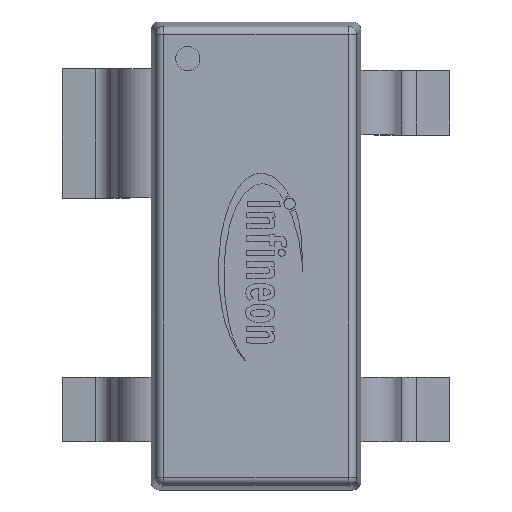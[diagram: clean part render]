
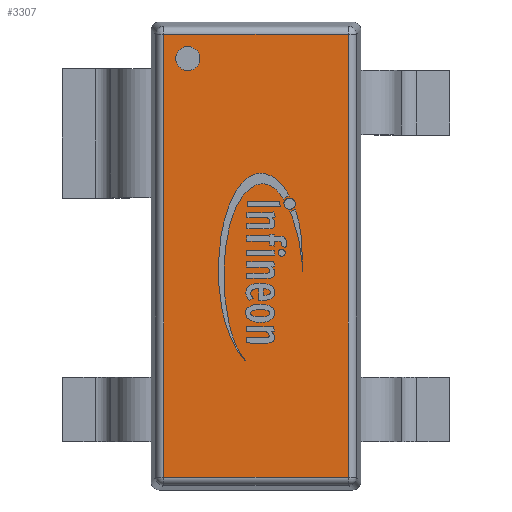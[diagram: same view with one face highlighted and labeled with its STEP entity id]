
A CAD part, top view. The second image highlights one B-rep face of the part: STEP entity #3307.
In plain terms, the highlighted planar face has unit normal (0, 0, 1).
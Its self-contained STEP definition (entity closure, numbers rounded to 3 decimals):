
#88 = CARTESIAN_POINT ( 'NONE',  ( 0.619, -1.372, 0.5 ) ) ;
#579 = PLANE ( 'NONE',  #5502 ) ;
#933 = LINE ( 'NONE', #3349, #4326 ) ;
#1093 = LINE ( 'NONE', #1550, #4332 ) ;
#1150 = VERTEX_POINT ( 'NONE', #7195 ) ;
#1345 = EDGE_CURVE ( 'NONE', #1150, #4502, #5532, .T. ) ;
#1376 = CARTESIAN_POINT ( 'NONE',  ( -0.619, 1.372, 0.5 ) ) ;
#1412 = VERTEX_POINT ( 'NONE', #4879 ) ;
#1475 = DIRECTION ( 'NONE',  ( -1., 0., 0. ) ) ;
#1550 = CARTESIAN_POINT ( 'NONE',  ( 0.572, 1.419, 0.5 ) ) ;
#2359 = DIRECTION ( 'NONE',  ( 1., 0., 0. ) ) ;
#2419 = DIRECTION ( 'NONE',  ( 1., 0., 0. ) ) ;
#2587 = VERTEX_POINT ( 'NONE', #7412 ) ;
#2793 = ORIENTED_EDGE ( 'NONE', *, *, #2901, .T. ) ;
#2804 = CARTESIAN_POINT ( 'NONE',  ( -0.497, 1.222, 0.5 ) ) ;
#2901 = EDGE_CURVE ( 'NONE', #4502, #7745, #1093, .T. ) ;
#2906 = DIRECTION ( 'NONE',  ( 0., 0., 1. ) ) ;
#3183 = ORIENTED_EDGE ( 'NONE', *, *, #6043, .T. ) ;
#3307 = ADVANCED_FACE ( 'NONE', ( #3600, #6049 ), #579, .T. ) ;
#3349 = CARTESIAN_POINT ( 'NONE',  ( -0.572, -1.419, 0.5 ) ) ;
#3506 = EDGE_CURVE ( 'NONE', #7360, #2587, #7689, .T. ) ;
#3600 = FACE_BOUND ( 'NONE', #5766, .T. ) ;
#3672 = DIRECTION ( 'NONE',  ( 1., 0., 0. ) ) ;
#3720 = CARTESIAN_POINT ( 'NONE',  ( -0.422, 1.222, 0.5 ) ) ;
#3955 = DIRECTION ( 'NONE',  ( 0., 1., 0. ) ) ;
#4075 = VECTOR ( 'NONE', #1475, 1000. ) ;
#4132 = VECTOR ( 'NONE', #3672, 1000. ) ;
#4233 = AXIS2_PLACEMENT_3D ( 'NONE', #4864, #2906, #2359 ) ;
#4326 = VECTOR ( 'NONE', #5789, 1000. ) ;
#4332 = VECTOR ( 'NONE', #3955, 1000. ) ;
#4401 = ORIENTED_EDGE ( 'NONE', *, *, #3506, .F. ) ;
#4488 = LINE ( 'NONE', #1376, #4075 ) ;
#4502 = VERTEX_POINT ( 'NONE', #6560 ) ;
#4864 = CARTESIAN_POINT ( 'NONE',  ( -0.422, 1.222, 0.5 ) ) ;
#4879 = CARTESIAN_POINT ( 'NONE',  ( -0.572, 1.372, 0.5 ) ) ;
#4988 = AXIS2_PLACEMENT_3D ( 'NONE', #3720, #5375, #7885 ) ;
#5375 = DIRECTION ( 'NONE',  ( 0., 0., 1. ) ) ;
#5381 = ORIENTED_EDGE ( 'NONE', *, *, #7818, .T. ) ;
#5451 = CARTESIAN_POINT ( 'NONE',  ( 0., 0., 0.5 ) ) ;
#5502 = AXIS2_PLACEMENT_3D ( 'NONE', #5451, #7877, #2419 ) ;
#5532 = LINE ( 'NONE', #88, #4132 ) ;
#5766 = EDGE_LOOP ( 'NONE', ( #7667, #4401 ) ) ;
#5789 = DIRECTION ( 'NONE',  ( 0., -1., 0. ) ) ;
#6018 = CIRCLE ( 'NONE', #4988, 0.075 ) ;
#6043 = EDGE_CURVE ( 'NONE', #7745, #1412, #4488, .T. ) ;
#6049 = FACE_OUTER_BOUND ( 'NONE', #6195, .T. ) ;
#6195 = EDGE_LOOP ( 'NONE', ( #3183, #5381, #7879, #2793 ) ) ;
#6391 = CARTESIAN_POINT ( 'NONE',  ( 0.572, 1.372, 0.5 ) ) ;
#6560 = CARTESIAN_POINT ( 'NONE',  ( 0.572, -1.372, 0.5 ) ) ;
#7186 = EDGE_CURVE ( 'NONE', #2587, #7360, #6018, .T. ) ;
#7195 = CARTESIAN_POINT ( 'NONE',  ( -0.572, -1.372, 0.5 ) ) ;
#7360 = VERTEX_POINT ( 'NONE', #2804 ) ;
#7412 = CARTESIAN_POINT ( 'NONE',  ( -0.347, 1.222, 0.5 ) ) ;
#7667 = ORIENTED_EDGE ( 'NONE', *, *, #7186, .F. ) ;
#7689 = CIRCLE ( 'NONE', #4233, 0.075 ) ;
#7745 = VERTEX_POINT ( 'NONE', #6391 ) ;
#7818 = EDGE_CURVE ( 'NONE', #1412, #1150, #933, .T. ) ;
#7877 = DIRECTION ( 'NONE',  ( 0., 0., 1. ) ) ;
#7879 = ORIENTED_EDGE ( 'NONE', *, *, #1345, .T. ) ;
#7885 = DIRECTION ( 'NONE',  ( 1., 0., 0. ) ) ;
